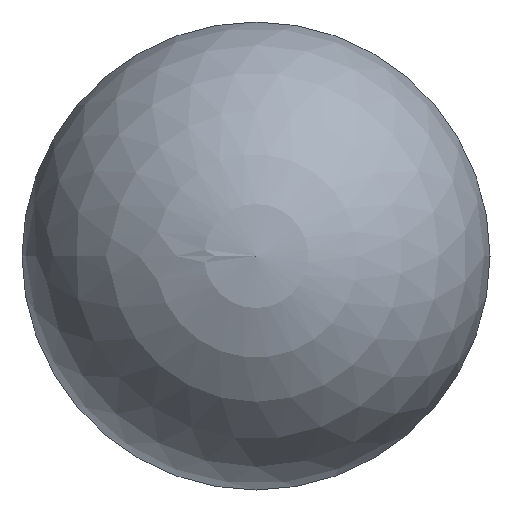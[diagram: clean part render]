
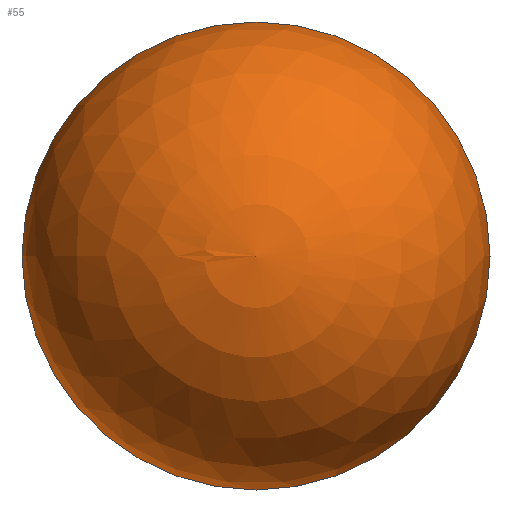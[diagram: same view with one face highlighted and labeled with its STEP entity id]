
A CAD part, left-side view. The second image highlights one B-rep face of the part: STEP entity #55.
In plain terms, the highlighted spherical face has radius 9.25 mm.
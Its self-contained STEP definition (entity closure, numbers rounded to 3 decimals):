
#19=SPHERICAL_SURFACE('',#76,9.25);
#23=FACE_OUTER_BOUND('',#26,.T.);
#26=EDGE_LOOP('',(#48,#49,#50,#51));
#30=CIRCLE('',#73,9.25);
#31=CIRCLE('',#74,9.25);
#32=CIRCLE('',#77,9.25);
#34=VERTEX_POINT('',#105);
#35=VERTEX_POINT('',#107);
#36=VERTEX_POINT('',#112);
#39=EDGE_CURVE('',#34,#35,#30,.T.);
#40=EDGE_CURVE('',#35,#34,#31,.T.);
#41=EDGE_CURVE('',#35,#36,#32,.T.);
#48=ORIENTED_EDGE('',*,*,#40,.F.);
#49=ORIENTED_EDGE('',*,*,#41,.T.);
#50=ORIENTED_EDGE('',*,*,#41,.F.);
#51=ORIENTED_EDGE('',*,*,#39,.F.);
#55=ADVANCED_FACE('',(#23),#19,.T.);
#73=AXIS2_PLACEMENT_3D('',#108,#88,#89);
#74=AXIS2_PLACEMENT_3D('',#109,#90,#91);
#76=AXIS2_PLACEMENT_3D('',#111,#94,#95);
#77=AXIS2_PLACEMENT_3D('',#113,#96,#97);
#88=DIRECTION('center_axis',(1.,0.,0.));
#89=DIRECTION('ref_axis',(0.,0.,-1.));
#90=DIRECTION('center_axis',(1.,0.,0.));
#91=DIRECTION('ref_axis',(0.,0.,-1.));
#94=DIRECTION('center_axis',(1.,0.,0.));
#95=DIRECTION('ref_axis',(0.,-1.,0.));
#96=DIRECTION('center_axis',(0.,0.,1.));
#97=DIRECTION('ref_axis',(0.,1.,0.));
#105=CARTESIAN_POINT('',(0.,-11.,0.));
#107=CARTESIAN_POINT('',(0.,7.5,0.));
#108=CARTESIAN_POINT('Origin',(0.,-1.75,0.));
#109=CARTESIAN_POINT('Origin',(0.,-1.75,0.));
#111=CARTESIAN_POINT('Origin',(0.,-1.75,0.));
#112=CARTESIAN_POINT('',(-9.25,-1.75,0.));
#113=CARTESIAN_POINT('Origin',(0.,-1.75,0.));
